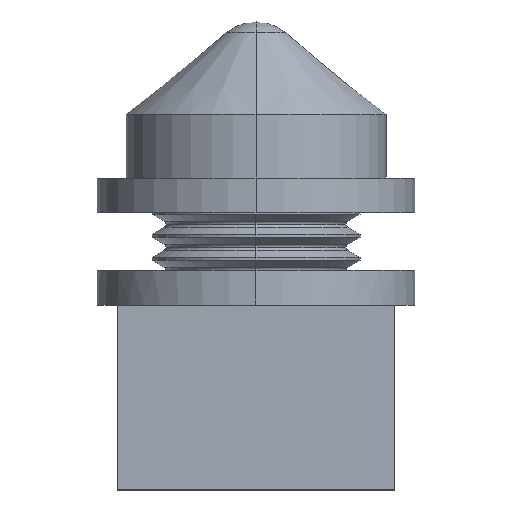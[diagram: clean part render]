
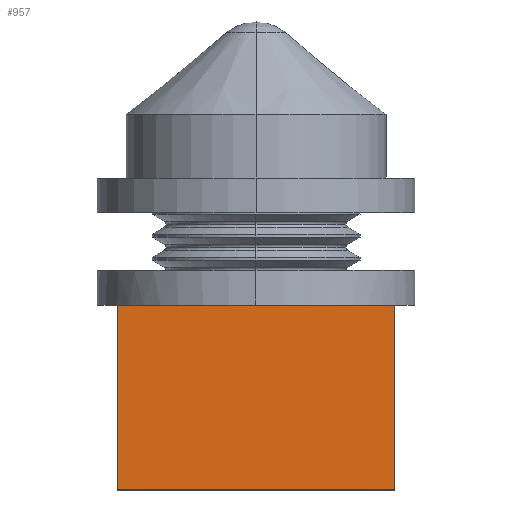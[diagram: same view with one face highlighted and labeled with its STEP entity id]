
A CAD part, left-side view. The second image highlights one B-rep face of the part: STEP entity #957.
In plain terms, the highlighted planar face has unit normal (-1, 0, 0).
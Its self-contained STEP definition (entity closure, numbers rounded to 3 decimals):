
#925=VERTEX_POINT('',#2533);
#957=ADVANCED_FACE('',(#2566),#2567,.T.);
#1001=VERTEX_POINT('',#2617);
#1031=VERTEX_POINT('',#2650);
#1049=EDGE_CURVE('',#2021,#1031,#2670,.T.);
#1085=VERTEX_POINT('',#2708);
#1265=EDGE_CURVE('',#2037,#2021,#2907,.T.);
#1543=EDGE_CURVE('',#1001,#1085,#3220,.T.);
#1625=EDGE_CURVE('',#2037,#925,#3315,.T.);
#1663=EDGE_CURVE('',#1031,#1001,#3360,.T.);
#2021=VERTEX_POINT('',#3762);
#2037=VERTEX_POINT('',#3779);
#2189=EDGE_CURVE('',#925,#1085,#3951,.T.);
#2533=CARTESIAN_POINT('',(-24.0,-13.426,32.0));
#2566=FACE_OUTER_BOUND('',#4438,.T.);
#2567=PLANE('',#4439);
#2617=CARTESIAN_POINT('',(-24.0,-24.0,0.));
#2650=CARTESIAN_POINT('',(-24.0,24.0,0.));
#2670=LINE('',#4643,#4644);
#2708=CARTESIAN_POINT('',(-24.0,-24.0,32.0));
#2907=LINE('',#4976,#4977);
#3220=LINE('',#5426,#5427);
#3315=LINE('',#5574,#5575);
#3360=LINE('',#5629,#5630);
#3762=CARTESIAN_POINT('',(-24.0,24.0,32.0));
#3779=CARTESIAN_POINT('',(-24.0,13.426,32.0));
#3951=LINE('',#6470,#6471);
#4438=EDGE_LOOP('',(#7016,#7017,#7018,#7019,#7020,#7021));
#4439=AXIS2_PLACEMENT_3D('',#7022,#7023,#7024);
#4643=CARTESIAN_POINT('',(-24.0,24.0,32.0));
#4644=VECTOR('',#7175,1.0);
#4976=CARTESIAN_POINT('',(-24.0,0.,32.0));
#4977=VECTOR('',#7459,1.0);
#5426=CARTESIAN_POINT('',(-24.0,-24.0,32.0));
#5427=VECTOR('',#7864,1.0);
#5574=CARTESIAN_POINT('',(-24.0,0.,32.0));
#5575=VECTOR('',#8005,1.0);
#5629=CARTESIAN_POINT('',(-24.0,0.,0.));
#5630=VECTOR('',#8088,1.0);
#6470=CARTESIAN_POINT('',(-24.0,0.,32.0));
#6471=VECTOR('',#8891,1.0);
#7016=ORIENTED_EDGE('',*,*,#1543,.T.);
#7017=ORIENTED_EDGE('',*,*,#2189,.F.);
#7018=ORIENTED_EDGE('',*,*,#1625,.F.);
#7019=ORIENTED_EDGE('',*,*,#1265,.T.);
#7020=ORIENTED_EDGE('',*,*,#1049,.T.);
#7021=ORIENTED_EDGE('',*,*,#1663,.T.);
#7022=CARTESIAN_POINT('',(-24.0,0.,0.));
#7023=DIRECTION('',(-1.0,0.0,0.0));
#7024=DIRECTION('',(0.0,-1.0,0.));
#7175=DIRECTION('',(0.0,0.,-1.0));
#7459=DIRECTION('',(0.0,1.0,0.));
#7864=DIRECTION('',(0.0,0.,1.0));
#8005=DIRECTION('',(0.0,-1.0,0.0));
#8088=DIRECTION('',(0.0,-1.0,0.));
#8891=DIRECTION('',(0.0,-1.0,0.));
